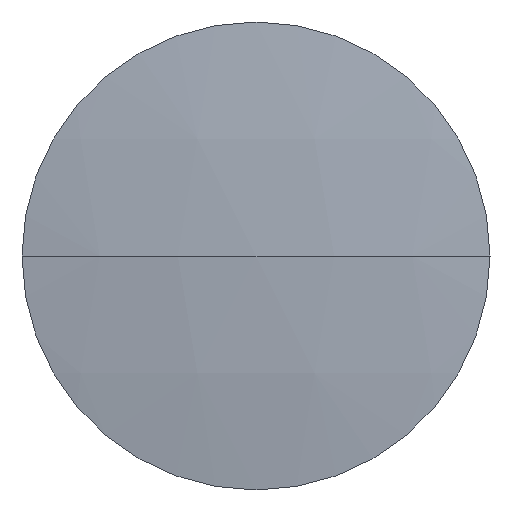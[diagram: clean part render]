
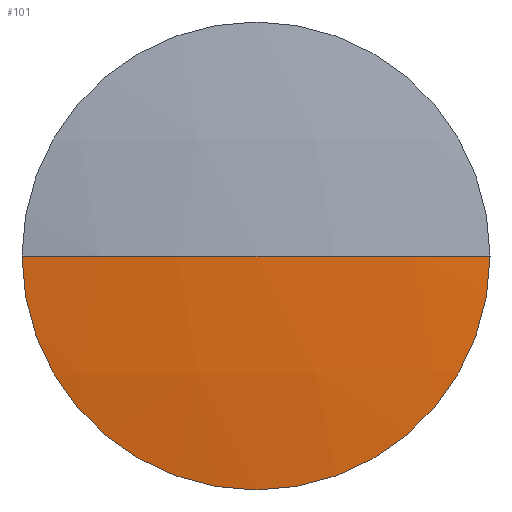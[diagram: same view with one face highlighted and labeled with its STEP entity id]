
A CAD part, left-side view. The second image highlights one B-rep face of the part: STEP entity #101.
In plain terms, the highlighted spherical face has radius 89 mm.
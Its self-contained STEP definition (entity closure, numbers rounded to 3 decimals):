
#3 = DIRECTION ( 'NONE',  ( 0., 0., -1. ) ) ;
#14 = ORIENTED_EDGE ( 'NONE', *, *, #192, .T. ) ;
#22 = CARTESIAN_POINT ( 'NONE',  ( 123.494, 77.717, 0. ) ) ;
#23 = SPHERICAL_SURFACE ( 'NONE', #164, 89. ) ;
#24 = CARTESIAN_POINT ( 'NONE',  ( 211.612, 65.217, 0. ) ) ;
#25 = DIRECTION ( 'NONE',  ( 0., 0., -1. ) ) ;
#28 = DIRECTION ( 'NONE',  ( 0., -1., 0. ) ) ;
#30 = EDGE_CURVE ( 'NONE', #97, #175, #92, .T. ) ;
#31 = AXIS2_PLACEMENT_3D ( 'NONE', #126, #170, #28 ) ;
#33 = EDGE_CURVE ( 'NONE', #178, #175, #46, .T. ) ;
#37 = CIRCLE ( 'NONE', #31, 12.5 ) ;
#39 = AXIS2_PLACEMENT_3D ( 'NONE', #24, #180, #64 ) ;
#46 = CIRCLE ( 'NONE', #47, 89. ) ;
#47 = AXIS2_PLACEMENT_3D ( 'NONE', #176, #25, #65 ) ;
#64 = DIRECTION ( 'NONE',  ( 1., 0., 0. ) ) ;
#65 = DIRECTION ( 'NONE',  ( 0., 1., 0. ) ) ;
#83 = CARTESIAN_POINT ( 'NONE',  ( 211.612, 65.217, 0. ) ) ;
#85 = ORIENTED_EDGE ( 'NONE', *, *, #30, .F. ) ;
#86 = EDGE_LOOP ( 'NONE', ( #14, #182, #85 ) ) ;
#92 = CIRCLE ( 'NONE', #39, 89. ) ;
#97 = VERTEX_POINT ( 'NONE', #22 ) ;
#101 = ADVANCED_FACE ( 'NONE', ( #169 ), #23, .T. ) ;
#113 = CARTESIAN_POINT ( 'NONE',  ( 123.494, 52.717, 0. ) ) ;
#126 = CARTESIAN_POINT ( 'NONE',  ( 123.494, 65.217, 0. ) ) ;
#127 = CARTESIAN_POINT ( 'NONE',  ( 122.612, 65.217, 0. ) ) ;
#164 = AXIS2_PLACEMENT_3D ( 'NONE', #83, #3, #166 ) ;
#166 = DIRECTION ( 'NONE',  ( 0., 1., 0. ) ) ;
#169 = FACE_OUTER_BOUND ( 'NONE', #86, .T. ) ;
#170 = DIRECTION ( 'NONE',  ( -1., 0., 0. ) ) ;
#175 = VERTEX_POINT ( 'NONE', #127 ) ;
#176 = CARTESIAN_POINT ( 'NONE',  ( 211.612, 65.217, 0. ) ) ;
#178 = VERTEX_POINT ( 'NONE', #113 ) ;
#180 = DIRECTION ( 'NONE',  ( 0., 0., 1. ) ) ;
#182 = ORIENTED_EDGE ( 'NONE', *, *, #33, .T. ) ;
#192 = EDGE_CURVE ( 'NONE', #97, #178, #37, .T. ) ;
